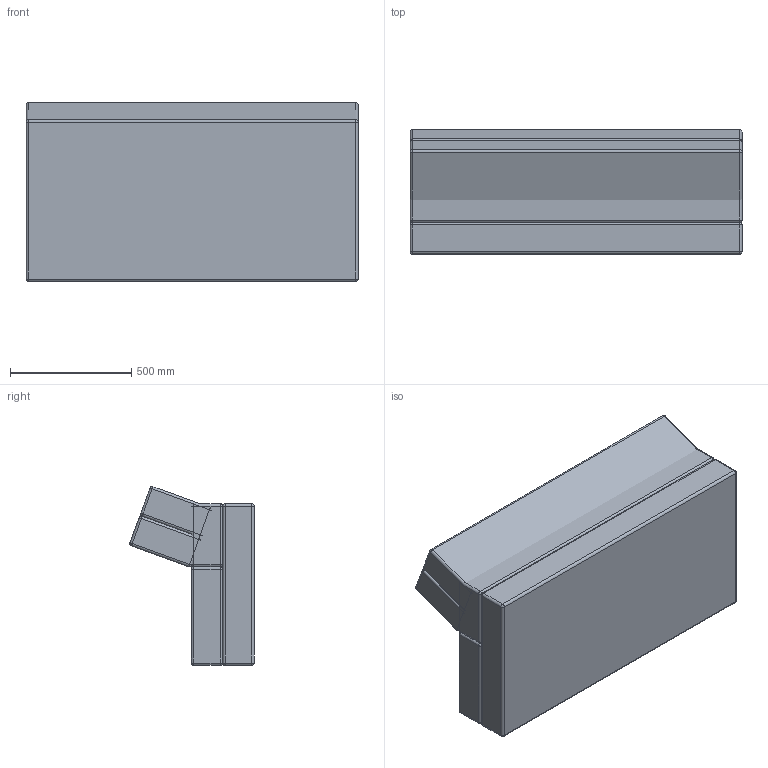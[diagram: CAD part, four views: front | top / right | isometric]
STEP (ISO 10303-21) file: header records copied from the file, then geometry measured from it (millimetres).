
FILE_DESCRIPTION (( 'STEP AP203' ), '1' );
FILE_NAME ('FOLDABLEMATTRESS_REV_.step', '2025-08-17T04:48:08', ( '' ), ( '' ), 'SwSTEP 2.0', 'SolidWorks 2024', '' );
FILE_SCHEMA (( 'CONFIG_CONTROL_DESIGN' ));
Length unit declared in the file: millimetre
Products named in the file (1): FOLDABLEMATTRESS_REV_
Bounding box: 1370 x 513.01 x 738.38 mm (x, y, z)
Volume: 333673481.8 mm3; surface area: 7253430.7 mm2
Topology: 5 solids, 5 shells, 130 faces, 280 edges, 120 vertices
Faces by surface type: cylinder 60, sphere 40, plane 30
Entity records: 3173 total; most frequent: DIRECTION 622, CARTESIAN_POINT 491, ORIENTED_EDGE 480, AXIS2_PLACEMENT_3D 251, EDGE_CURVE 240, EDGE_LOOP 130, ADVANCED_FACE 130, FACE_OUTER_BOUND 130
